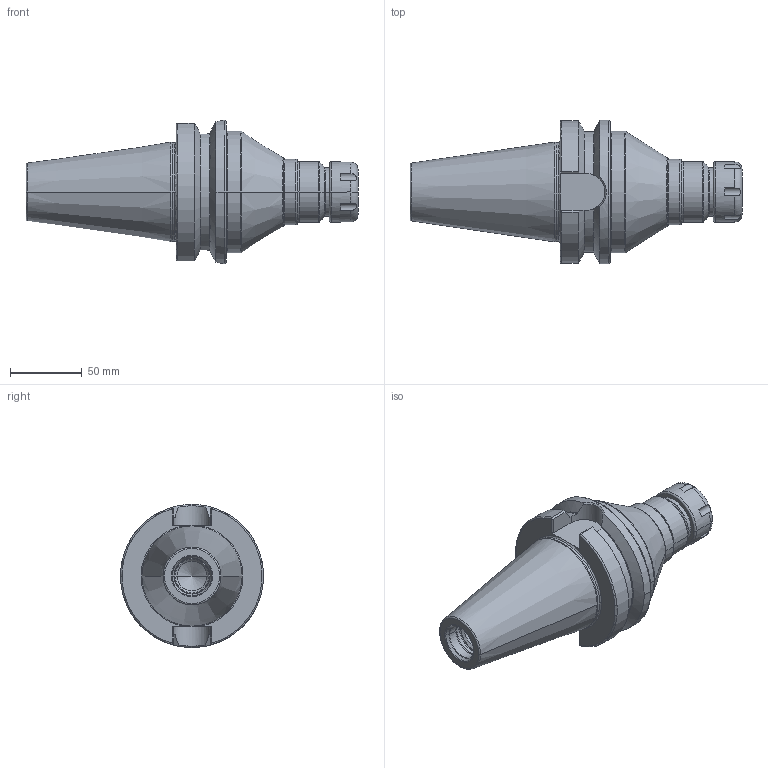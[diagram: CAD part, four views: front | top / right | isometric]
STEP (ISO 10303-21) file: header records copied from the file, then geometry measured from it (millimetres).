
FILE_DESCRIPTION((''),'2;1');
FILE_NAME('50-524-25-3_ASM','2013-12-10T',('mei'),(''),'PRO/ENGINEER BY PARAMETRIC TECHNOLOGY CORPORATION, 2010430','PRO/ENGINEER BY PARAMETRIC TECHNOLOGY CORPORATION, 2010430','');
FILE_SCHEMA(('CONFIG_CONTROL_DESIGN'));
Length unit declared in the file: millimetre
Products named in the file (3): 50-524-25-3; 83-914-25; 50-524-25-3_ASM
Assembly tree (2 placements, depth 2):
  50-524-25-3_ASM
    50-524-25-3
    83-914-25
Bounding box: 231.8 x 99.97 x 99.97 mm (x, y, z)
Volume: 684778.8 mm3; surface area: 71769.6 mm2
Topology: 2 solids, 3 shells, 149 faces, 348 edges, 205 vertices
Faces by surface type: torus 40, cylinder 40, plane 35, cone 28, bspline 6
Entity records: 4867 total; most frequent: CARTESIAN_POINT 1358, DIRECTION 784, ORIENTED_EDGE 684, EDGE_CURVE 344, AXIS2_PLACEMENT_3D 334, VERTEX_POINT 205, CIRCLE 184, EDGE_LOOP 157
